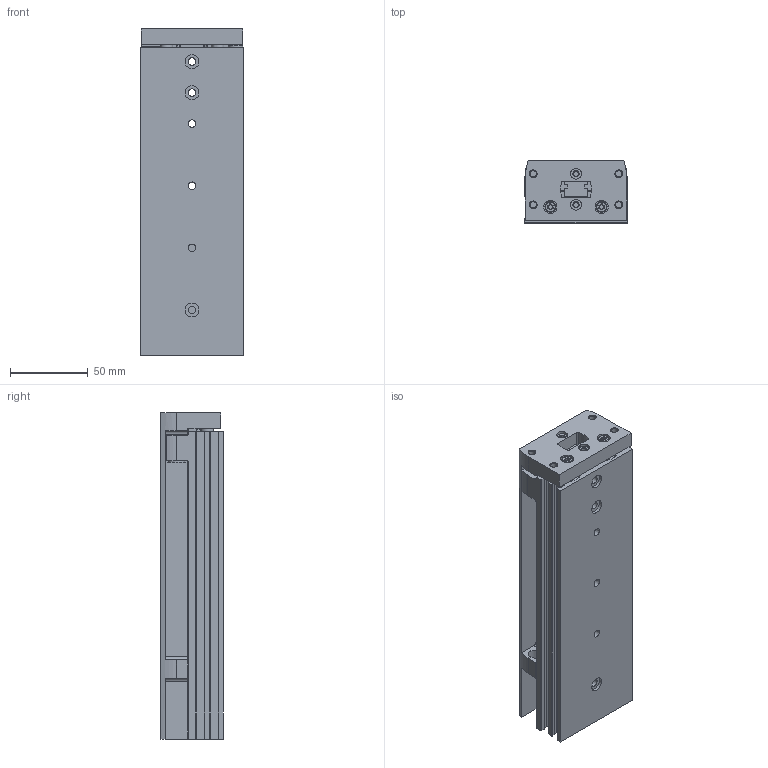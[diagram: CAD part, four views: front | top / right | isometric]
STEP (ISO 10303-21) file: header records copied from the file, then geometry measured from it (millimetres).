
FILE_DESCRIPTION(/* description */ ('STEP AP214'),/* implementation_level */ '2;1');
FILE_NAME(/* name */ '8078860_DGST-16-125-E1A',/* time_stamp */ '2024-08-14T04:26:07+02:00',/* author */ ('License CC BY-ND 4.0'),/* organization */ ('CADENAS'),/* preprocessor_version */ 'ST-DEVELOPER v19.3',/* originating_system */ 'PARTsolutions',/* authorisation */ ' ');
FILE_SCHEMA (('AUTOMOTIVE_DESIGN {1 0 10303 214 3 1 1}'));
Length unit declared in the file: millimetre
Products named in the file (3): 8078860 DGST-16-125-E1A---(0-high); 8073895 DGST-16-125---E1---(mechanical-high)h; 8073895 DGST-16-125---(mechanical-high)s
Assembly tree (2 placements, depth 2):
  8078860 DGST-16-125-E1A---(0-high)
    8073895 DGST-16-125---E1---(mechanical-high)h
    8073895 DGST-16-125---(mechanical-high)s
Bounding box: 66 x 40 x 210 mm (x, y, z)
Volume: 404849.5 mm3; surface area: 121741.2 mm2
Topology: 2 solids, 2 shells, 520 faces, 1253 edges, 822 vertices
Faces by surface type: cylinder 274, plane 201, cone 31, torus 14
Full cylindrical faces by diameter (mm): 3.242 x4, 4.134 x12, 4.917 x6, 5 x3, 6 x10, 7 x9, 7.2 x1, 8 x5, 8.1 x2, 8.5 x2, 8.917 x2, 9 x3, 9.5 x7, 10 x4, 11 x2, 16 x6
Entity records: 16498 total; most frequent: DIRECTION 2764, CARTESIAN_POINT 2495, ORIENTED_EDGE 2252, EDGE_CURVE 1126, AXIS2_PLACEMENT_3D 1123, VERTEX_POINT 818, EDGE_LOOP 754, FACE_BOUND 754
